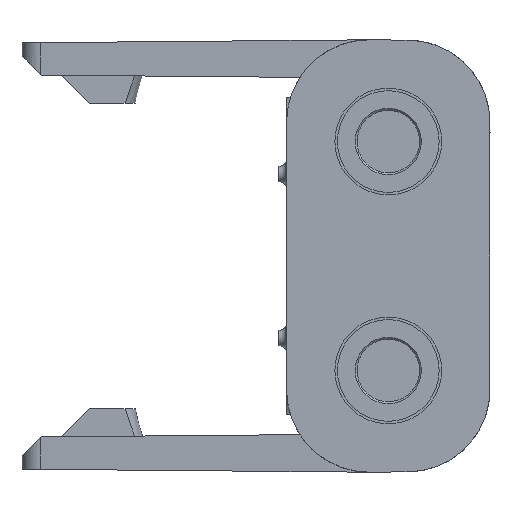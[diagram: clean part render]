
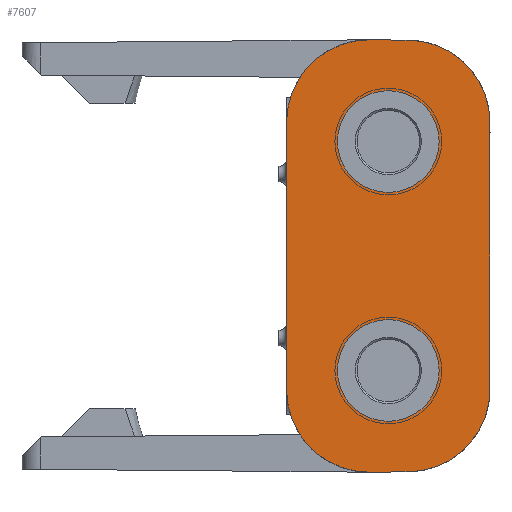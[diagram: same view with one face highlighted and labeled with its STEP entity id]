
A CAD part, left-side view. The second image highlights one B-rep face of the part: STEP entity #7607.
In plain terms, the highlighted planar face has unit normal (-1, 0, 0).
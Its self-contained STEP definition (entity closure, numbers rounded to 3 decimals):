
#1819=CARTESIAN_POINT('',(-12.3,-3.25,-5.25));
#1820=DIRECTION('',(-1.,0.,0.));
#1821=DIRECTION('',(0.,1.,0.));
#1822=AXIS2_PLACEMENT_3D('',#1819,#1820,#1821);
#1827=DIRECTION('',(0.,0.,-1.));
#1828=VECTOR('',#1827,10.5);
#1829=CARTESIAN_POINT('',(-12.3,0.,5.25));
#1830=LINE('',#1829,#1828);
#1834=CARTESIAN_POINT('',(-12.3,-3.25,5.25));
#1835=DIRECTION('',(-1.,0.,0.));
#1836=DIRECTION('',(0.,0.009,1.));
#1837=AXIS2_PLACEMENT_3D('',#1834,#1835,#1836);
#1842=DIRECTION('',(0.,1.,-0.009));
#1843=VECTOR('',#1842,0.028);
#1844=CARTESIAN_POINT('',(-12.3,-3.25,8.5));
#1845=LINE('',#1844,#1843);
#1849=DIRECTION('',(0.,1.,0.009));
#1850=VECTOR('',#1849,1.528);
#1851=CARTESIAN_POINT('',(-12.3,-4.778,8.487));
#1852=LINE('',#1851,#1850);
#1856=CARTESIAN_POINT('',(-12.3,-4.75,5.237));
#1857=DIRECTION('',(-1.,0.,0.));
#1858=DIRECTION('',(0.,-1.,0.));
#1859=AXIS2_PLACEMENT_3D('',#1856,#1857,#1858);
#1864=DIRECTION('',(0.,0.,1.));
#1865=VECTOR('',#1864,10.474);
#1866=CARTESIAN_POINT('',(-12.3,-8.,-5.237));
#1867=LINE('',#1866,#1865);
#1871=CARTESIAN_POINT('',(-12.3,-4.75,-5.237));
#1872=DIRECTION('',(-1.,0.,0.));
#1873=DIRECTION('',(0.,-0.009,-1.));
#1874=AXIS2_PLACEMENT_3D('',#1871,#1872,#1873);
#1879=DIRECTION('',(0.,-1.,0.009));
#1880=VECTOR('',#1879,1.528);
#1881=CARTESIAN_POINT('',(-12.3,-3.25,-8.5));
#1882=LINE('',#1881,#1880);
#1886=DIRECTION('',(0.,-1.,-0.009));
#1887=VECTOR('',#1886,0.028);
#1888=CARTESIAN_POINT('',(-12.3,-3.222,-8.5));
#1889=LINE('',#1888,#1887);
#1893=CARTESIAN_POINT('',(-12.3,-4.,4.5));
#1894=DIRECTION('',(1.,0.,0.));
#1895=DIRECTION('',(0.,0.,-1.));
#1896=AXIS2_PLACEMENT_3D('',#1893,#1894,#1895);
#1901=CARTESIAN_POINT('',(-12.3,-4.,4.5));
#1902=DIRECTION('',(1.,0.,0.));
#1903=DIRECTION('',(0.,0.,1.));
#1904=AXIS2_PLACEMENT_3D('',#1901,#1902,#1903);
#1909=CARTESIAN_POINT('',(-12.3,-4.,-4.5));
#1910=DIRECTION('',(1.,0.,0.));
#1911=DIRECTION('',(0.,0.,-1.));
#1912=AXIS2_PLACEMENT_3D('',#1909,#1910,#1911);
#1917=CARTESIAN_POINT('',(-12.3,-4.,-4.5));
#1918=DIRECTION('',(1.,0.,0.));
#1919=DIRECTION('',(0.,0.,1.));
#1920=AXIS2_PLACEMENT_3D('',#1917,#1918,#1919);
#4875=CARTESIAN_POINT('',(-12.3,0.,5.25));
#4876=VERTEX_POINT('',#4875);
#4877=CARTESIAN_POINT('',(-12.3,0.,-5.25));
#4878=VERTEX_POINT('',#4877);
#5070=CARTESIAN_POINT('',(-12.3,-3.222,-8.5));
#5072=VERTEX_POINT('',#5070);
#5082=CARTESIAN_POINT('',(-12.3,-3.25,-8.5));
#5083=VERTEX_POINT('',#5082);
#5111=CARTESIAN_POINT('',(-12.3,-3.222,8.5));
#5113=VERTEX_POINT('',#5111);
#5114=CARTESIAN_POINT('',(-12.3,-3.25,8.5));
#5115=VERTEX_POINT('',#5114);
#5123=CARTESIAN_POINT('',(-12.3,-4.778,8.487));
#5124=VERTEX_POINT('',#5123);
#5272=CARTESIAN_POINT('',(-12.3,-8.,5.237));
#5273=VERTEX_POINT('',#5272);
#5274=CARTESIAN_POINT('',(-12.3,-8.,-5.237));
#5275=VERTEX_POINT('',#5274);
#5279=CARTESIAN_POINT('',(-12.3,-4.778,-8.487));
#5280=VERTEX_POINT('',#5279);
#5357=CARTESIAN_POINT('',(-12.3,-4.,2.5));
#5358=CARTESIAN_POINT('',(-12.3,-4.,6.5));
#5359=VERTEX_POINT('',#5357);
#5360=VERTEX_POINT('',#5358);
#5361=CARTESIAN_POINT('',(-12.3,-4.,-6.5));
#5362=CARTESIAN_POINT('',(-12.3,-4.,-2.5));
#5363=VERTEX_POINT('',#5361);
#5364=VERTEX_POINT('',#5362);
#7571=CARTESIAN_POINT('',(-12.3,-4.,0.));
#7572=DIRECTION('',(1.,0.,0.));
#7573=DIRECTION('',(0.,0.,1.));
#7574=AXIS2_PLACEMENT_3D('',#7571,#7572,#7573);
#7575=PLANE('',#7574);
#7577=ORIENTED_EDGE('',*,*,#7576,.F.);
#7578=ORIENTED_EDGE('',*,*,#6619,.F.);
#7579=ORIENTED_EDGE('',*,*,#7557,.F.);
#7580=ORIENTED_EDGE('',*,*,#7537,.F.);
#7582=ORIENTED_EDGE('',*,*,#7581,.F.);
#7584=ORIENTED_EDGE('',*,*,#7583,.F.);
#7586=ORIENTED_EDGE('',*,*,#7585,.F.);
#7588=ORIENTED_EDGE('',*,*,#7587,.F.);
#7590=ORIENTED_EDGE('',*,*,#7589,.F.);
#7592=ORIENTED_EDGE('',*,*,#7591,.F.);
#7593=EDGE_LOOP('',(#7577,#7578,#7579,#7580,#7582,#7584,#7586,#7588,#7590,
#7592));
#7594=FACE_OUTER_BOUND('',#7593,.F.);
#7596=ORIENTED_EDGE('',*,*,#7595,.F.);
#7598=ORIENTED_EDGE('',*,*,#7597,.F.);
#7599=EDGE_LOOP('',(#7596,#7598));
#7600=FACE_BOUND('',#7599,.F.);
#7602=ORIENTED_EDGE('',*,*,#7601,.F.);
#7604=ORIENTED_EDGE('',*,*,#7603,.F.);
#7605=EDGE_LOOP('',(#7602,#7604));
#7606=FACE_BOUND('',#7605,.F.);
#7607=ADVANCED_FACE('',(#7594,#7600,#7606),#7575,.F.);
#1823=CIRCLE('',#1822,3.25);
#1838=CIRCLE('',#1837,3.25);
#1860=CIRCLE('',#1859,3.25);
#1875=CIRCLE('',#1874,3.25);
#1897=CIRCLE('',#1896,2.);
#1905=CIRCLE('',#1904,2.);
#1913=CIRCLE('',#1912,2.);
#1921=CIRCLE('',#1920,2.);
#6619=EDGE_CURVE('',#4876,#4878,#1830,.T.);
#7537=EDGE_CURVE('',#5115,#5113,#1845,.T.);
#7557=EDGE_CURVE('',#5113,#4876,#1838,.T.);
#7576=EDGE_CURVE('',#4878,#5072,#1823,.T.);
#7581=EDGE_CURVE('',#5124,#5115,#1852,.T.);
#7583=EDGE_CURVE('',#5273,#5124,#1860,.T.);
#7585=EDGE_CURVE('',#5275,#5273,#1867,.T.);
#7587=EDGE_CURVE('',#5280,#5275,#1875,.T.);
#7589=EDGE_CURVE('',#5083,#5280,#1882,.T.);
#7591=EDGE_CURVE('',#5072,#5083,#1889,.T.);
#7595=EDGE_CURVE('',#5359,#5360,#1897,.T.);
#7597=EDGE_CURVE('',#5360,#5359,#1905,.T.);
#7601=EDGE_CURVE('',#5363,#5364,#1913,.T.);
#7603=EDGE_CURVE('',#5364,#5363,#1921,.T.);
